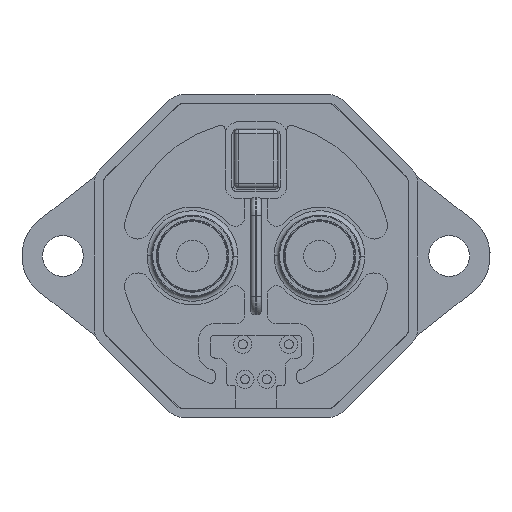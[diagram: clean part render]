
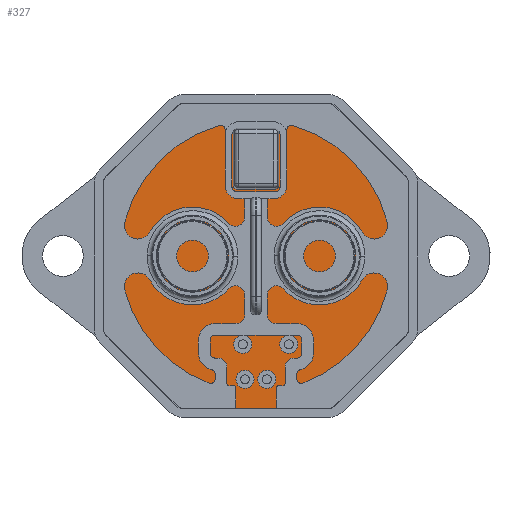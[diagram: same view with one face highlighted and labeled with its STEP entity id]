
A CAD part, front view. The second image highlights one B-rep face of the part: STEP entity #327.
In plain terms, the highlighted planar face has unit normal (0, -1, 0).
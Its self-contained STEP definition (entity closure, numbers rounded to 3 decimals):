
#1=DIRECTION('',(1.,0.,0.));
#2=VECTOR('',#1,16.201);
#3=CARTESIAN_POINT('',(-8.145,-8.788,-16.8));
#4=LINE('',#3,#2);
#5=CARTESIAN_POINT('',(-8.145,-8.788,-15.8));
#6=DIRECTION('',(0.,-1.,0.));
#7=DIRECTION('',(-0.711,0.,-0.703));
#8=AXIS2_PLACEMENT_3D('',#5,#6,#7);
#10=DIRECTION('',(0.703,0.,-0.711));
#11=VECTOR('',#10,10.96);
#12=CARTESIAN_POINT('',(-16.561,-8.788,-8.709));
#13=LINE('',#12,#11);
#14=CARTESIAN_POINT('',(-15.85,-8.788,-8.005));
#15=DIRECTION('',(0.,-1.,0.));
#16=DIRECTION('',(-1.,0.,0.));
#17=AXIS2_PLACEMENT_3D('',#14,#15,#16);
#19=DIRECTION('',(0.,0.,-1.));
#20=VECTOR('',#19,16.101);
#21=CARTESIAN_POINT('',(-16.85,-8.788,8.095));
#22=LINE('',#21,#20);
#23=CARTESIAN_POINT('',(-15.85,-8.788,8.095));
#24=DIRECTION('',(0.,-1.,0.));
#25=DIRECTION('',(-0.703,0.,0.711));
#26=AXIS2_PLACEMENT_3D('',#23,#24,#25);
#28=DIRECTION('',(-0.711,0.,-0.703));
#29=VECTOR('',#28,10.959);
#30=CARTESIAN_POINT('',(-8.759,-8.788,16.511));
#31=LINE('',#30,#29);
#32=CARTESIAN_POINT('',(-8.056,-8.788,15.8));
#33=DIRECTION('',(0.,-1.,0.));
#34=DIRECTION('',(0.,0.,1.));
#35=AXIS2_PLACEMENT_3D('',#32,#33,#34);
#37=DIRECTION('',(-1.,0.,0.));
#38=VECTOR('',#37,16.201);
#39=CARTESIAN_POINT('',(8.145,-8.788,16.8));
#40=LINE('',#39,#38);
#41=CARTESIAN_POINT('',(8.145,-8.788,15.8));
#42=DIRECTION('',(0.,-1.,0.));
#43=DIRECTION('',(0.711,0.,0.703));
#44=AXIS2_PLACEMENT_3D('',#41,#42,#43);
#46=DIRECTION('',(-0.703,0.,0.711));
#47=VECTOR('',#46,10.96);
#48=CARTESIAN_POINT('',(16.561,-8.788,8.709));
#49=LINE('',#48,#47);
#50=CARTESIAN_POINT('',(15.85,-8.788,8.005));
#51=DIRECTION('',(0.,-1.,0.));
#52=DIRECTION('',(1.,0.,0.));
#53=AXIS2_PLACEMENT_3D('',#50,#51,#52);
#55=DIRECTION('',(0.,0.,1.));
#56=VECTOR('',#55,16.101);
#57=CARTESIAN_POINT('',(16.85,-8.788,-8.095));
#58=LINE('',#57,#56);
#59=CARTESIAN_POINT('',(15.85,-8.788,-8.095));
#60=DIRECTION('',(0.,-1.,0.));
#61=DIRECTION('',(0.703,0.,-0.711));
#62=AXIS2_PLACEMENT_3D('',#59,#60,#61);
#64=DIRECTION('',(0.711,0.,0.703));
#65=VECTOR('',#64,10.959);
#66=CARTESIAN_POINT('',(8.759,-8.788,-16.511));
#67=LINE('',#66,#65);
#68=CARTESIAN_POINT('',(8.056,-8.788,-15.8));
#69=DIRECTION('',(0.,-1.,0.));
#70=DIRECTION('',(0.,0.,-1.));
#71=AXIS2_PLACEMENT_3D('',#68,#69,#70);
#209=CARTESIAN_POINT('',(-8.145,-8.788,-16.8));
#210=CARTESIAN_POINT('',(8.056,-8.788,-16.8));
#211=VERTEX_POINT('',#209);
#212=VERTEX_POINT('',#210);
#217=CARTESIAN_POINT('',(-8.856,-8.788,-16.503));
#218=VERTEX_POINT('',#217);
#221=CARTESIAN_POINT('',(-16.561,-8.788,-8.709));
#222=VERTEX_POINT('',#221);
#225=CARTESIAN_POINT('',(-16.85,-8.788,-8.005));
#226=VERTEX_POINT('',#225);
#229=CARTESIAN_POINT('',(-16.85,-8.788,8.095));
#230=VERTEX_POINT('',#229);
#233=CARTESIAN_POINT('',(-16.553,-8.788,8.806));
#234=VERTEX_POINT('',#233);
#237=CARTESIAN_POINT('',(-8.759,-8.788,16.511));
#238=VERTEX_POINT('',#237);
#241=CARTESIAN_POINT('',(-8.056,-8.788,16.8));
#242=VERTEX_POINT('',#241);
#245=CARTESIAN_POINT('',(8.145,-8.788,16.8));
#246=VERTEX_POINT('',#245);
#249=CARTESIAN_POINT('',(8.856,-8.788,16.503));
#250=VERTEX_POINT('',#249);
#253=CARTESIAN_POINT('',(16.561,-8.788,8.709));
#254=VERTEX_POINT('',#253);
#257=CARTESIAN_POINT('',(16.85,-8.788,8.005));
#258=VERTEX_POINT('',#257);
#261=CARTESIAN_POINT('',(16.85,-8.788,-8.095));
#262=VERTEX_POINT('',#261);
#265=CARTESIAN_POINT('',(16.553,-8.788,-8.806));
#266=VERTEX_POINT('',#265);
#269=CARTESIAN_POINT('',(8.759,-8.788,-16.511));
#270=VERTEX_POINT('',#269);
#289=CARTESIAN_POINT('',(0.,-8.788,0.));
#290=DIRECTION('',(0.,1.,0.));
#291=DIRECTION('',(0.,0.,-1.));
#292=AXIS2_PLACEMENT_3D('',#289,#290,#291);
#293=PLANE('',#292);
#294=ORIENTED_EDGE('',*,*,#278,.F.);
#296=ORIENTED_EDGE('',*,*,#295,.F.);
#298=ORIENTED_EDGE('',*,*,#297,.F.);
#300=ORIENTED_EDGE('',*,*,#299,.F.);
#302=ORIENTED_EDGE('',*,*,#301,.F.);
#304=ORIENTED_EDGE('',*,*,#303,.F.);
#306=ORIENTED_EDGE('',*,*,#305,.F.);
#308=ORIENTED_EDGE('',*,*,#307,.F.);
#310=ORIENTED_EDGE('',*,*,#309,.F.);
#312=ORIENTED_EDGE('',*,*,#311,.F.);
#314=ORIENTED_EDGE('',*,*,#313,.F.);
#316=ORIENTED_EDGE('',*,*,#315,.F.);
#318=ORIENTED_EDGE('',*,*,#317,.F.);
#320=ORIENTED_EDGE('',*,*,#319,.F.);
#322=ORIENTED_EDGE('',*,*,#321,.F.);
#324=ORIENTED_EDGE('',*,*,#323,.F.);
#325=EDGE_LOOP('',(#294,#296,#298,#300,#302,#304,#306,#308,#310,#312,#314,#316,
#318,#320,#322,#324));
#326=FACE_OUTER_BOUND('',#325,.F.);
#327=ADVANCED_FACE('',(#326),#293,.F.);
#9=CIRCLE('',#8,1.);
#18=CIRCLE('',#17,1.);
#27=CIRCLE('',#26,1.);
#36=CIRCLE('',#35,1.);
#45=CIRCLE('',#44,1.);
#54=CIRCLE('',#53,1.);
#63=CIRCLE('',#62,1.);
#72=CIRCLE('',#71,1.);
#278=EDGE_CURVE('',#211,#212,#4,.T.);
#295=EDGE_CURVE('',#218,#211,#9,.T.);
#297=EDGE_CURVE('',#222,#218,#13,.T.);
#299=EDGE_CURVE('',#226,#222,#18,.T.);
#301=EDGE_CURVE('',#230,#226,#22,.T.);
#303=EDGE_CURVE('',#234,#230,#27,.T.);
#305=EDGE_CURVE('',#238,#234,#31,.T.);
#307=EDGE_CURVE('',#242,#238,#36,.T.);
#309=EDGE_CURVE('',#246,#242,#40,.T.);
#311=EDGE_CURVE('',#250,#246,#45,.T.);
#313=EDGE_CURVE('',#254,#250,#49,.T.);
#315=EDGE_CURVE('',#258,#254,#54,.T.);
#317=EDGE_CURVE('',#262,#258,#58,.T.);
#319=EDGE_CURVE('',#266,#262,#63,.T.);
#321=EDGE_CURVE('',#270,#266,#67,.T.);
#323=EDGE_CURVE('',#212,#270,#72,.T.);
